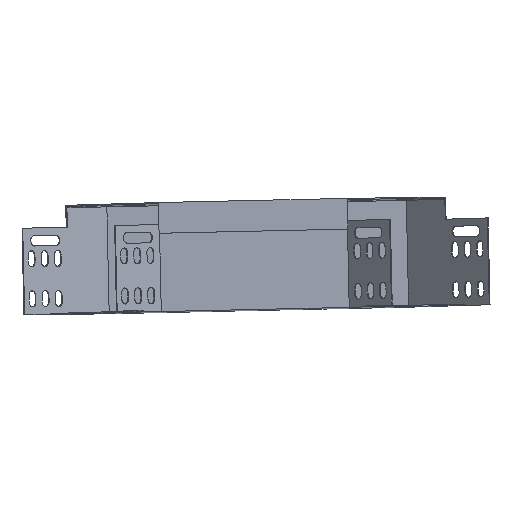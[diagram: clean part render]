
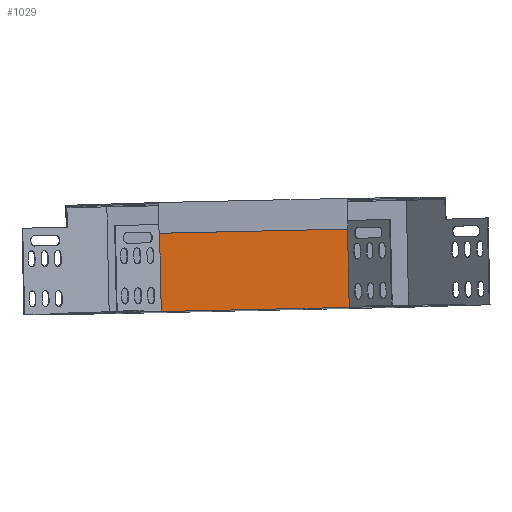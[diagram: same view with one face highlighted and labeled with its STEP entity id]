
A CAD part, top view. The second image highlights one B-rep face of the part: STEP entity #1029.
In plain terms, the highlighted planar face has unit normal (-0.027, 0.006, 1).
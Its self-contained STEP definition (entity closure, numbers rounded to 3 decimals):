
#47 = LINE ( 'NONE', #6639, #2889 ) ;
#79 = VERTEX_POINT ( 'NONE', #6690 ) ;
#268 = VERTEX_POINT ( 'NONE', #6313 ) ;
#316 = VERTEX_POINT ( 'NONE', #6048 ) ;
#452 = DIRECTION ( 'NONE',  ( -0.999, -0.022, -0.027 ) ) ;
#489 = CARTESIAN_POINT ( 'NONE',  ( -247.229, 67.296, 142.268 ) ) ;
#960 = ORIENTED_EDGE ( 'NONE', *, *, #4856, .T. ) ;
#963 = CARTESIAN_POINT ( 'NONE',  ( -246.945, 2.288, 142.652 ) ) ;
#1029 = ADVANCED_FACE ( 'NONE', ( #1764 ), #6056, .F. ) ;
#1063 = VECTOR ( 'NONE', #6914, 1000. ) ;
#1114 = CARTESIAN_POINT ( 'NONE',  ( -247.887, 82.285, 142.163 ) ) ;
#1269 = CARTESIAN_POINT ( 'NONE',  ( -106.552, 85.388, 145.985 ) ) ;
#1503 = DIRECTION ( 'NONE',  ( 0.022, -1., 0.006 ) ) ;
#1764 = FACE_OUTER_BOUND ( 'NONE', #5987, .T. ) ;
#1817 = VECTOR ( 'NONE', #4427, 1000. ) ;
#2041 = VERTEX_POINT ( 'NONE', #1114 ) ;
#2065 = CARTESIAN_POINT ( 'NONE',  ( -104.827, 6.208, 146.49 ) ) ;
#2252 = ORIENTED_EDGE ( 'NONE', *, *, #4847, .T. ) ;
#2260 = VERTEX_POINT ( 'NONE', #5700 ) ;
#2366 = VECTOR ( 'NONE', #3216, 1000. ) ;
#2547 = LINE ( 'NONE', #6489, #6591 ) ;
#2608 = ORIENTED_EDGE ( 'NONE', *, *, #4868, .T. ) ;
#2637 = DIRECTION ( 'NONE',  ( -0.999, -0.022, -0.027 ) ) ;
#2793 = CARTESIAN_POINT ( 'NONE',  ( -245.814, 2.313, 142.682 ) ) ;
#2889 = VECTOR ( 'NONE', #5157, 1000. ) ;
#3170 = VECTOR ( 'NONE', #1503, 1000. ) ;
#3191 = CARTESIAN_POINT ( 'NONE',  ( -106.225, 70.391, 146.081 ) ) ;
#3216 = DIRECTION ( 'NONE',  ( -0.022, 1., -0.006 ) ) ;
#3240 = CARTESIAN_POINT ( 'NONE',  ( -247.229, 67.296, 142.268 ) ) ;
#3353 = LINE ( 'NONE', #3240, #3170 ) ;
#3579 = AXIS2_PLACEMENT_3D ( 'NONE', #6001, #5980, #5976 ) ;
#3719 = VECTOR ( 'NONE', #5570, 1000. ) ;
#3777 = ORIENTED_EDGE ( 'NONE', *, *, #4247, .T. ) ;
#3895 = LINE ( 'NONE', #4990, #3719 ) ;
#3962 = ORIENTED_EDGE ( 'NONE', *, *, #4866, .T. ) ;
#4092 = LINE ( 'NONE', #3191, #5457 ) ;
#4158 = ORIENTED_EDGE ( 'NONE', *, *, #4874, .F. ) ;
#4247 = EDGE_CURVE ( 'NONE', #268, #2260, #47, .T. ) ;
#4427 = DIRECTION ( 'NONE',  ( -0.999, -0.022, -0.027 ) ) ;
#4702 = CARTESIAN_POINT ( 'NONE',  ( -247.561, 67.289, 142.259 ) ) ;
#4847 = EDGE_CURVE ( 'NONE', #4967, #268, #6867, .T. ) ;
#4854 = EDGE_CURVE ( 'NONE', #79, #2260, #4092, .T. ) ;
#4856 = EDGE_CURVE ( 'NONE', #79, #5629, #6734, .T. ) ;
#4866 = EDGE_CURVE ( 'NONE', #5629, #2041, #2547, .T. ) ;
#4868 = EDGE_CURVE ( 'NONE', #2041, #6796, #3895, .T. ) ;
#4874 = EDGE_CURVE ( 'NONE', #316, #6796, #6154, .T. ) ;
#4876 = EDGE_CURVE ( 'NONE', #316, #4967, #3353, .T. ) ;
#4967 = VERTEX_POINT ( 'NONE', #2793 ) ;
#4990 = CARTESIAN_POINT ( 'NONE',  ( -246.163, 3.105, 142.668 ) ) ;
#5157 = DIRECTION ( 'NONE',  ( -0.022, 1., -0.006 ) ) ;
#5457 = VECTOR ( 'NONE', #452, 1000. ) ;
#5570 = DIRECTION ( 'NONE',  ( 0.022, -1., 0.006 ) ) ;
#5629 = VERTEX_POINT ( 'NONE', #1269 ) ;
#5700 = CARTESIAN_POINT ( 'NONE',  ( -106.556, 70.384, 146.072 ) ) ;
#5702 = ORIENTED_EDGE ( 'NONE', *, *, #4876, .T. ) ;
#5976 = DIRECTION ( 'NONE',  ( -0.999, -0.022, -0.027 ) ) ;
#5980 = DIRECTION ( 'NONE',  ( 0.027, -0.006, -1. ) ) ;
#5987 = EDGE_LOOP ( 'NONE', ( #2252, #3777, #6644, #960, #3962, #2608, #4158, #5702 ) ) ;
#6001 = CARTESIAN_POINT ( 'NONE',  ( -247.887, 82.285, 142.163 ) ) ;
#6048 = CARTESIAN_POINT ( 'NONE',  ( -247.229, 67.296, 142.268 ) ) ;
#6056 = PLANE ( 'NONE',  #3579 ) ;
#6154 = LINE ( 'NONE', #489, #1817 ) ;
#6313 = CARTESIAN_POINT ( 'NONE',  ( -105.141, 5.401, 146.486 ) ) ;
#6489 = CARTESIAN_POINT ( 'NONE',  ( -247.887, 82.285, 142.163 ) ) ;
#6591 = VECTOR ( 'NONE', #2637, 1000. ) ;
#6639 = CARTESIAN_POINT ( 'NONE',  ( -105.158, 6.201, 146.481 ) ) ;
#6644 = ORIENTED_EDGE ( 'NONE', *, *, #4854, .F. ) ;
#6690 = CARTESIAN_POINT ( 'NONE',  ( -106.225, 70.391, 146.081 ) ) ;
#6734 = LINE ( 'NONE', #2065, #2366 ) ;
#6796 = VERTEX_POINT ( 'NONE', #4702 ) ;
#6867 = LINE ( 'NONE', #963, #1063 ) ;
#6914 = DIRECTION ( 'NONE',  ( 0.999, 0.022, 0.027 ) ) ;
